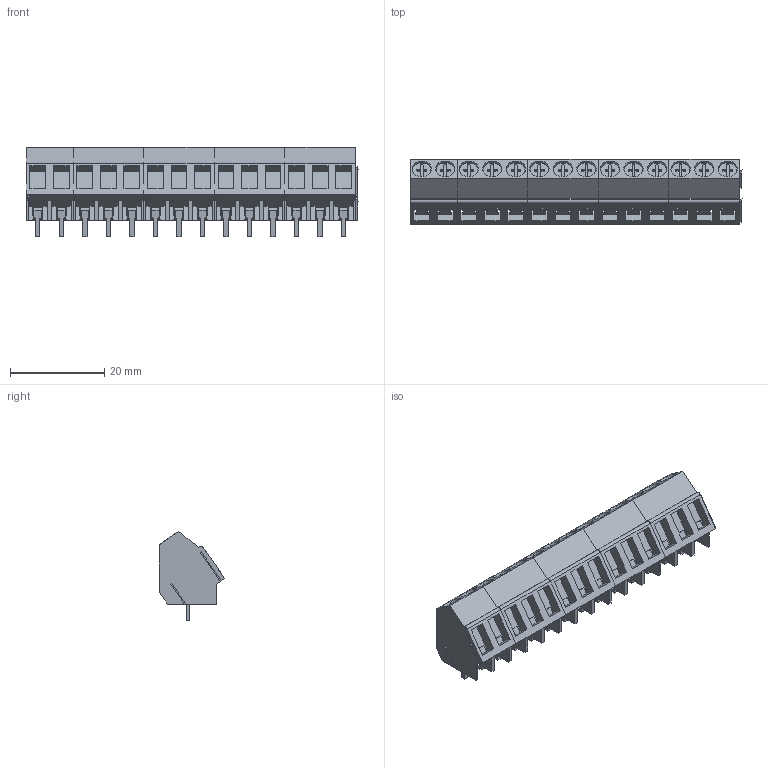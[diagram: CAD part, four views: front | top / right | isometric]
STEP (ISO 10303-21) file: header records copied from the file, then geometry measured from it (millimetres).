
FILE_DESCRIPTION(('CATIA V5 STEP Exchange','CAx-IF Rec.Pracs.--- Model Styling and Organization---1.2---2011-12-15'),'2;1');
FILE_NAME ('D1449941_0_1233920000_1233920000.stp','2018-03-31T05:46:10+00:00',('none'),('Weidmueller'),'CATIA Version 5-6 Release 2014','CATIA V5 STEP AP214','none');
FILE_SCHEMA(('AUTOMOTIVE_DESIGN { 1 0 10303 214 1 1 1 1 }'));
Length unit declared in the file: millimetre
Products named in the file (1): 1233920000
Bounding box: 70.55 x 13.9 x 19 mm (x, y, z)
Volume: 8095.8 mm3; surface area: 10036.6 mm2
Topology: 33 solids, 33 shells, 1204 faces, 3316 edges, 2192 vertices
Faces by surface type: plane 1115, cylinder 89
Entity records: 36832 total; most frequent: ORIENTED_EDGE 6632, CARTESIAN_POINT 6600, DIRECTION 5068, EDGE_CURVE 3316, VECTOR 3082, LINE 3082, VERTEX_POINT 2192, EDGE_LOOP 1246
